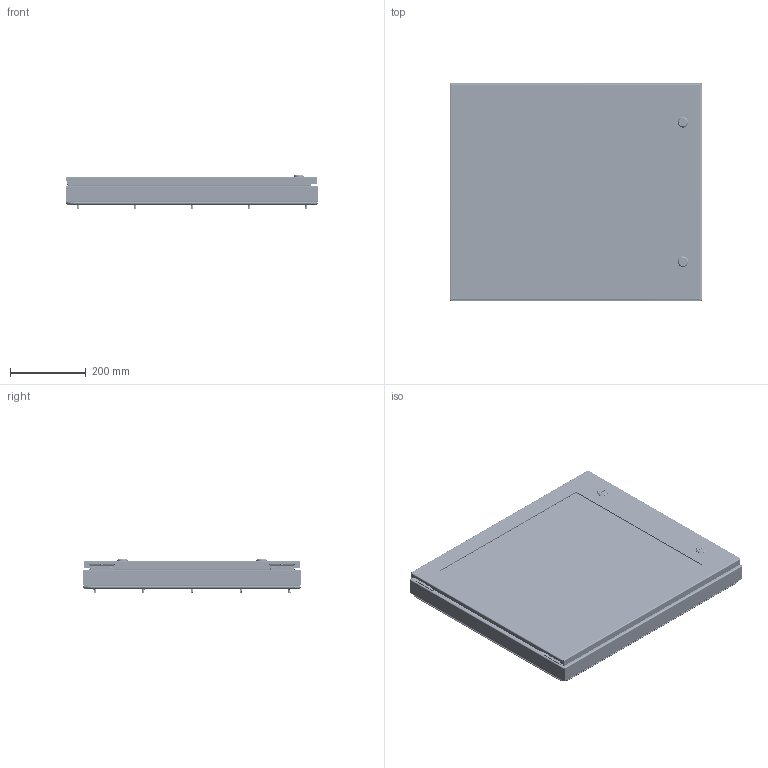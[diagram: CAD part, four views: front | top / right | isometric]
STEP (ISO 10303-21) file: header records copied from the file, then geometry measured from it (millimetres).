
FILE_DESCRIPTION(/* description */ ('DEEP HINGED, CS, N4, WDW KIT, TUB, 22.75X26.25X2.75'),/* implementation_level */ '2;1');
FILE_NAME(/* name */ 'WADW232602.stp',/* time_stamp */ '2015-01-29T15:13:24+06:00',/* author */ ('ps'),/* organization */ (''),/* preprocessor_version */ 'ST-DEVELOPER v15.2',/* originating_system */ 'Autodesk Inventor 2014',/* authorisation */ '');
FILE_SCHEMA (('AUTOMOTIVE_DESIGN { 1 0 10303 214 3 1 1 }'));
Length unit declared in the file: inch
Products named in the file (27): WADW232602BKP; HFW3161; 17376 PIN; 17380 SCREW; 17723 BOX LEAF; 17723-UTI BRACKET; 17910 SEALING WASHER; HFW328176; WADW2326FIP-BKP; WADW2326LID; WADW2326FIP-WDW; 38821; 1000-u155_asm; 1000-14_prt; 1000-24_prt; 1000-318; 1000-03; 1000-277-01; 1000-u142_asm; 35124; HFW328175; WADW2326FIP-LID; HFW353245; 31433; WADW2326WRT; 349117; WADW232602
Bounding box: 666.75 x 577.85 x 88.92 mm (x, y, z)
Volume: 3258084.5 mm3; surface area: 1898812 mm2
Topology: 97 solids, 105 shells, 3100 faces, 7328 edges, 4510 vertices
Faces by surface type: plane 1110, cylinder 1052, cone 546, bspline 270, torus 114, sphere 8
Full cylindrical faces by diameter (mm): 2.362 x4, 3.175 x2, 3.317 x68, 3.861 x4, 3.962 x24, 4.166 x68, 4.25 x4, 4.366 x4, 4.572 x4, 4.775 x4, 4.826 x22, 5 x2, 6 x2, 6.325 x16, 6.35 x222, 6.502 x4, 7.137 x22, 7.938 x16, 8.118 x16, 8.128 x4, 9.144 x4, 9.9 x2, 10 x4, 10.2 x2, 11.05 x2, 12.8 x2, 13.5 x2, 15.2 x2, 15.8 x2, 16.1 x4
Entity records: 42753 total; most frequent: CARTESIAN_POINT 16298, DIRECTION 5202, ORIENTED_EDGE 4924, EDGE_CURVE 2463, AXIS2_PLACEMENT_3D 1940, VERTEX_POINT 1602, EDGE_LOOP 1453, LINE 1322
